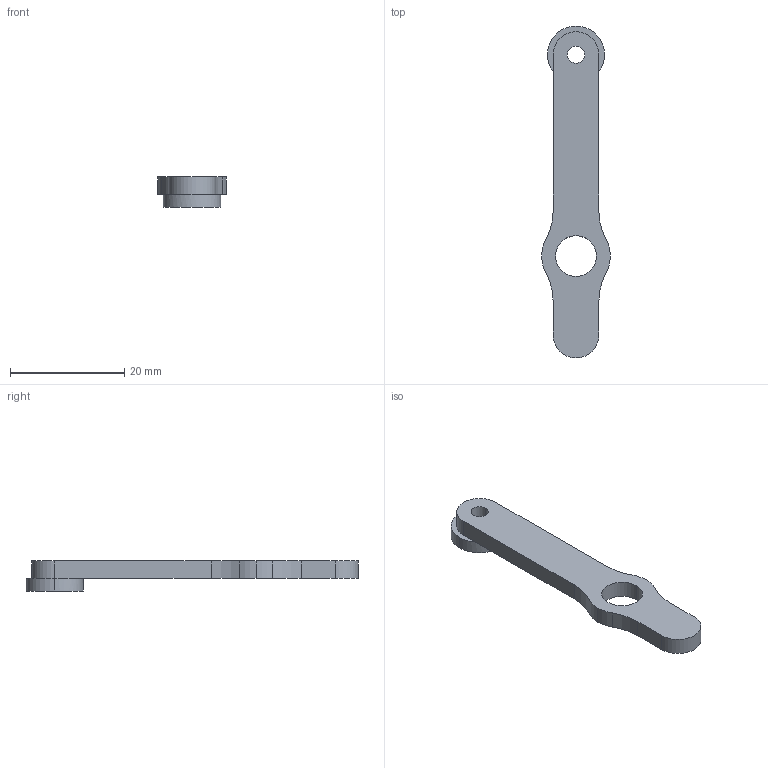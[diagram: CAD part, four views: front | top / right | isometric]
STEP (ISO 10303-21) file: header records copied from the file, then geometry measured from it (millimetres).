
FILE_DESCRIPTION (( 'STEP AP203' ), '1' );
FILE_NAME ('Arm short left_Predeterminado_sldprt.STEP', '2020-04-20T18:35:44', ( '' ), ( '' ), 'SwSTEP 2.0', 'SolidWorks 2020', '' );
FILE_SCHEMA (( 'CONFIG_CONTROL_DESIGN' ));
Length unit declared in the file: millimetre
Products named in the file (1): Arm short left_Predeterminado_sldprt
Bounding box: 12 x 58 x 5.25 mm (x, y, z)
Volume: 1433.1 mm3; surface area: 1445.1 mm2
Topology: 1 solids, 1 shells, 23 faces, 61 edges, 40 vertices
Faces by surface type: cylinder 15, plane 8
Entity records: 816 total; most frequent: DIRECTION 141, CARTESIAN_POINT 125, ORIENTED_EDGE 122, EDGE_CURVE 61, AXIS2_PLACEMENT_3D 56, VERTEX_POINT 40, CIRCLE 32, VECTOR 29
